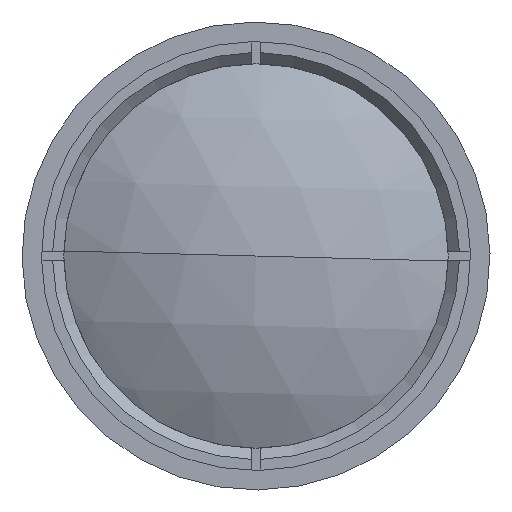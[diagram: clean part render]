
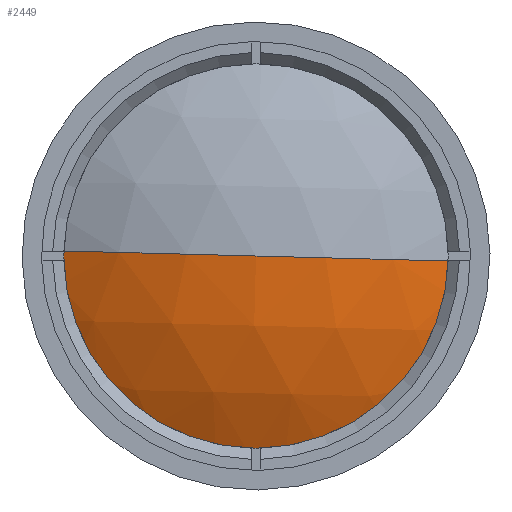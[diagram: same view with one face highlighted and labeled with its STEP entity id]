
A CAD part, left-side view. The second image highlights one B-rep face of the part: STEP entity #2449.
In plain terms, the highlighted spherical face has radius 71.952 mm.
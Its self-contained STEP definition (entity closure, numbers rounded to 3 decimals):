
#99 = DIRECTION ( 'NONE',  ( 0., 0.026, -1. ) ) ;
#200 = DIRECTION ( 'NONE',  ( 0., 0.026, -1. ) ) ;
#212 = ORIENTED_EDGE ( 'NONE', *, *, #1789, .T. ) ;
#250 = EDGE_LOOP ( 'NONE', ( #212, #2221, #1892 ) ) ;
#303 = CARTESIAN_POINT ( 'NONE',  ( -27.272, 0., 0. ) ) ;
#307 = CIRCLE ( 'NONE', #2123, 71.952 ) ;
#361 = AXIS2_PLACEMENT_3D ( 'NONE', #1465, #200, #2262 ) ;
#416 = FACE_OUTER_BOUND ( 'NONE', #250, .T. ) ;
#454 = CIRCLE ( 'NONE', #1479, 71.952 ) ;
#517 = DIRECTION ( 'NONE',  ( 0., -1., -0.026 ) ) ;
#556 = AXIS2_PLACEMENT_3D ( 'NONE', #905, #2356, #1114 ) ;
#905 = CARTESIAN_POINT ( 'NONE',  ( -89.571, 0., 0. ) ) ;
#1114 = DIRECTION ( 'NONE',  ( 0., -0.026, 1. ) ) ;
#1116 = CARTESIAN_POINT ( 'NONE',  ( -89.571, 35.988, 0.94 ) ) ;
#1187 = EDGE_CURVE ( 'NONE', #2161, #1686, #454, .T. ) ;
#1335 = CARTESIAN_POINT ( 'NONE',  ( -89.571, -35.988, -0.94 ) ) ;
#1368 = CARTESIAN_POINT ( 'NONE',  ( -27.272, 0., 0. ) ) ;
#1465 = CARTESIAN_POINT ( 'NONE',  ( -27.272, 0., 0. ) ) ;
#1466 = SPHERICAL_SURFACE ( 'NONE', #361, 71.952 ) ;
#1479 = AXIS2_PLACEMENT_3D ( 'NONE', #303, #1763, #517 ) ;
#1583 = DIRECTION ( 'NONE',  ( 0., 1., 0.026 ) ) ;
#1686 = VERTEX_POINT ( 'NONE', #1904 ) ;
#1763 = DIRECTION ( 'NONE',  ( 0., -0.026, 1. ) ) ;
#1789 = EDGE_CURVE ( 'NONE', #2161, #2166, #1969, .T. ) ;
#1892 = ORIENTED_EDGE ( 'NONE', *, *, #1187, .F. ) ;
#1904 = CARTESIAN_POINT ( 'NONE',  ( -99.224, 0., 0. ) ) ;
#1969 = CIRCLE ( 'NONE', #556, 36. ) ;
#2123 = AXIS2_PLACEMENT_3D ( 'NONE', #1368, #99, #1583 ) ;
#2161 = VERTEX_POINT ( 'NONE', #1116 ) ;
#2166 = VERTEX_POINT ( 'NONE', #1335 ) ;
#2221 = ORIENTED_EDGE ( 'NONE', *, *, #2224, .T. ) ;
#2224 = EDGE_CURVE ( 'NONE', #2166, #1686, #307, .T. ) ;
#2262 = DIRECTION ( 'NONE',  ( 0., 1., 0.026 ) ) ;
#2356 = DIRECTION ( 'NONE',  ( -1., 0., 0. ) ) ;
#2449 = ADVANCED_FACE ( 'NONE', ( #416 ), #1466, .T. ) ;
